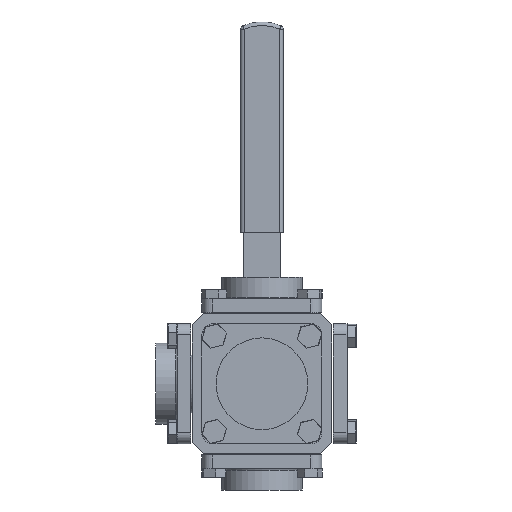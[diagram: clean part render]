
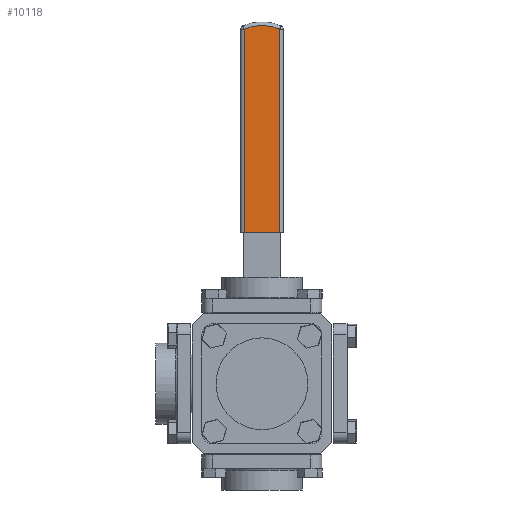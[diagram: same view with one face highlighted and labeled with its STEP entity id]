
A CAD part, front view. The second image highlights one B-rep face of the part: STEP entity #10118.
In plain terms, the highlighted planar face has unit normal (0, -1, 0).
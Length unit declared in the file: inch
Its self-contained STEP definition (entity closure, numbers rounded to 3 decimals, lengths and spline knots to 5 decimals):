
#1944 = CARTESIAN_POINT ( 'NONE',  ( 0., 5.82325, 10.72041 ) ) ;
#2090 = DIRECTION ( 'NONE',  ( 0., 1., 0. ) ) ;
#3189 = CARTESIAN_POINT ( 'NONE',  ( 0.6025, 5.82325, 12.06949 ) ) ;
#4119 = CARTESIAN_POINT ( 'NONE',  ( -0.6025, 5.82325, 5.14826 ) ) ;
#4249 = ORIENTED_EDGE ( 'NONE', *, *, #15153, .T. ) ;
#4788 = CIRCLE ( 'NONE', #19353, 1.4775 ) ;
#5327 = VERTEX_POINT ( 'NONE', #7318 ) ;
#5869 = VERTEX_POINT ( 'NONE', #3189 ) ;
#6087 = EDGE_CURVE ( 'NONE', #6815, #5327, #8528, .T. ) ;
#6488 = DIRECTION ( 'NONE',  ( 0., -1., 0. ) ) ;
#6628 = CARTESIAN_POINT ( 'NONE',  ( -0.6025, 5.82325, 12.06949 ) ) ;
#6815 = VERTEX_POINT ( 'NONE', #6628 ) ;
#7318 = CARTESIAN_POINT ( 'NONE',  ( -0.6025, 5.82325, 5.14826 ) ) ;
#8528 = LINE ( 'NONE', #4119, #13517 ) ;
#9036 = EDGE_CURVE ( 'NONE', #11935, #5327, #24913, .T. ) ;
#10114 = EDGE_CURVE ( 'NONE', #11935, #5869, #22980, .T. ) ;
#10118 = ADVANCED_FACE ( 'NONE', ( #14083 ), #22850, .F. ) ;
#11935 = VERTEX_POINT ( 'NONE', #20998 ) ;
#12977 = DIRECTION ( 'NONE',  ( -1., 0., 0. ) ) ;
#13517 = VECTOR ( 'NONE', #23703, 39.37008 ) ;
#13941 = DIRECTION ( 'NONE',  ( 0., 0., 1. ) ) ;
#14083 = FACE_OUTER_BOUND ( 'NONE', #15116, .T. ) ;
#15036 = DIRECTION ( 'NONE',  ( -1., 0., 0. ) ) ;
#15116 = EDGE_LOOP ( 'NONE', ( #19649, #22283, #4249, #15995 ) ) ;
#15153 = EDGE_CURVE ( 'NONE', #5869, #6815, #4788, .T. ) ;
#15995 = ORIENTED_EDGE ( 'NONE', *, *, #6087, .T. ) ;
#17141 = VECTOR ( 'NONE', #13941, 39.37008 ) ;
#17600 = CARTESIAN_POINT ( 'NONE',  ( 0., 5.82325, 10.72041 ) ) ;
#19353 = AXIS2_PLACEMENT_3D ( 'NONE', #17600, #6488, #15036 ) ;
#19649 = ORIENTED_EDGE ( 'NONE', *, *, #9036, .F. ) ;
#20970 = CARTESIAN_POINT ( 'NONE',  ( 0.6025, 5.82325, 12.14826 ) ) ;
#20998 = CARTESIAN_POINT ( 'NONE',  ( 0.6025, 5.82325, 5.14826 ) ) ;
#21754 = VECTOR ( 'NONE', #12977, 39.37008 ) ;
#22283 = ORIENTED_EDGE ( 'NONE', *, *, #10114, .T. ) ;
#22850 = PLANE ( 'NONE',  #28218 ) ;
#22980 = LINE ( 'NONE', #20970, #17141 ) ;
#23540 = DIRECTION ( 'NONE',  ( -1., 0., 0. ) ) ;
#23703 = DIRECTION ( 'NONE',  ( 0., 0., -1. ) ) ;
#24776 = CARTESIAN_POINT ( 'NONE',  ( -0.7275, 5.82325, 5.14826 ) ) ;
#24913 = LINE ( 'NONE', #24776, #21754 ) ;
#28218 = AXIS2_PLACEMENT_3D ( 'NONE', #1944, #2090, #23540 ) ;
